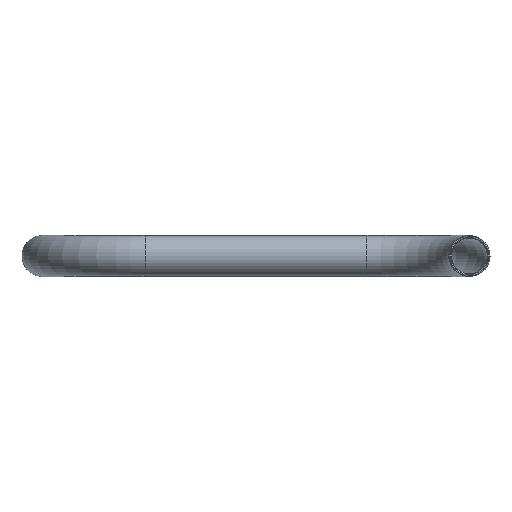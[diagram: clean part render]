
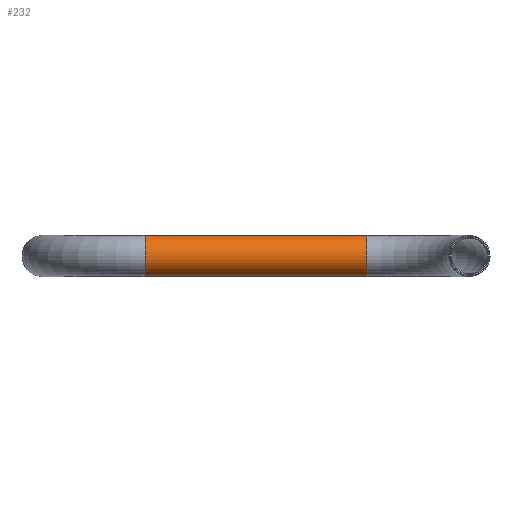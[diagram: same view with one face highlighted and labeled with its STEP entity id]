
A CAD part, front view. The second image highlights one B-rep face of the part: STEP entity #232.
In plain terms, the highlighted cylindrical face has radius 24.15 mm (diameter 48.3 mm), a full revolution.
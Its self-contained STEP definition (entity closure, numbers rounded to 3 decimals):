
#58 = CIRCLE ( 'NONE', #620, 24.15 ) ;
#71 = VERTEX_POINT ( 'NONE', #84 ) ;
#84 = CARTESIAN_POINT ( 'NONE',  ( 380., -300., 24.15 ) ) ;
#169 = ORIENTED_EDGE ( 'NONE', *, *, #900, .F. ) ;
#232 = ADVANCED_FACE ( 'NONE', ( #619, #588 ), #642, .T. ) ;
#239 = DIRECTION ( 'NONE',  ( -1., 0., 0. ) ) ;
#444 = DIRECTION ( 'NONE',  ( -1., 0., 0. ) ) ;
#588 = FACE_OUTER_BOUND ( 'NONE', #780, .T. ) ;
#591 = DIRECTION ( 'NONE',  ( 1., 0., 0. ) ) ;
#619 = FACE_OUTER_BOUND ( 'NONE', #715, .T. ) ;
#620 = AXIS2_PLACEMENT_3D ( 'NONE', #776, #239, #871 ) ;
#642 = CYLINDRICAL_SURFACE ( 'NONE', #652, 24.15 ) ;
#652 = AXIS2_PLACEMENT_3D ( 'NONE', #1037, #591, #1134 ) ;
#715 = EDGE_LOOP ( 'NONE', ( #169 ) ) ;
#776 = CARTESIAN_POINT ( 'NONE',  ( 120., -300., 0. ) ) ;
#780 = EDGE_LOOP ( 'NONE', ( #917 ) ) ;
#871 = DIRECTION ( 'NONE',  ( 0., 0., 1. ) ) ;
#900 = EDGE_CURVE ( 'NONE', #1028, #1028, #58, .T. ) ;
#917 = ORIENTED_EDGE ( 'NONE', *, *, #1090, .T. ) ;
#986 = CARTESIAN_POINT ( 'NONE',  ( 380., -300., 0. ) ) ;
#1028 = VERTEX_POINT ( 'NONE', #1082 ) ;
#1037 = CARTESIAN_POINT ( 'NONE',  ( 120., -300., 0. ) ) ;
#1079 = DIRECTION ( 'NONE',  ( 0., 0., 1. ) ) ;
#1082 = CARTESIAN_POINT ( 'NONE',  ( 120., -300., 24.15 ) ) ;
#1090 = EDGE_CURVE ( 'NONE', #71, #71, #1107, .T. ) ;
#1101 = AXIS2_PLACEMENT_3D ( 'NONE', #986, #444, #1079 ) ;
#1107 = CIRCLE ( 'NONE', #1101, 24.15 ) ;
#1134 = DIRECTION ( 'NONE',  ( 0., 1., 0. ) ) ;
